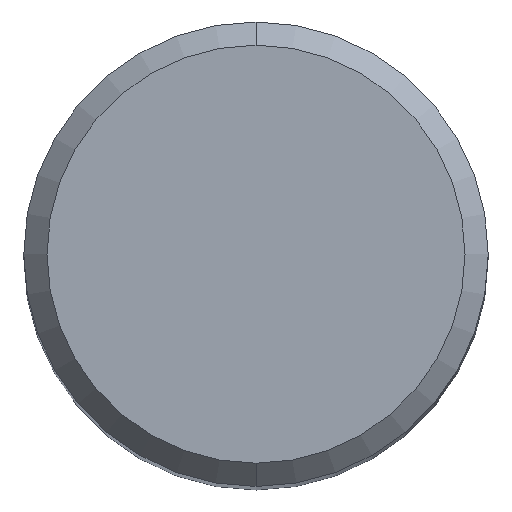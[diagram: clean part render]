
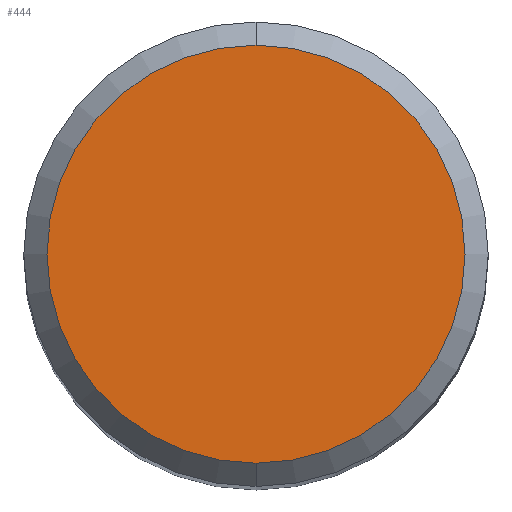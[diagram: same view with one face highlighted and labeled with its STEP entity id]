
A CAD part, top view. The second image highlights one B-rep face of the part: STEP entity #444.
In plain terms, the highlighted planar face has unit normal (0, 0, 1).
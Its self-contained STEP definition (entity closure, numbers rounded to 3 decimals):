
#194=VERTEX_POINT('',#496);
#232=VERTEX_POINT('',#537);
#266=EDGE_CURVE('',#194,#232,#574,.T.);
#304=EDGE_CURVE('',#232,#194,#617,.T.);
#444=ADVANCED_FACE('',(#771),#772,.T.);
#496=CARTESIAN_POINT('',(0.,-7.2,0.0));
#537=CARTESIAN_POINT('',(0.0,7.2,0.0));
#574=CIRCLE('',#1019,7.2);
#617=CIRCLE('',#1122,7.2);
#771=FACE_OUTER_BOUND('',#1465,.T.);
#772=PLANE('',#1466);
#1019=AXIS2_PLACEMENT_3D('',#1598,#1599,#1600);
#1122=AXIS2_PLACEMENT_3D('',#1650,#1651,#1652);
#1465=EDGE_LOOP('',(#1810,#1811));
#1466=AXIS2_PLACEMENT_3D('',#1812,#1813,#1814);
#1598=CARTESIAN_POINT('',(0.0,0.0,0.0));
#1599=DIRECTION('',(0.0,0.0,-1.0));
#1600=DIRECTION('',(0.0,1.0,0.0));
#1650=CARTESIAN_POINT('',(0.0,0.0,0.0));
#1651=DIRECTION('',(0.0,0.0,-1.0));
#1652=DIRECTION('',(0.0,1.0,0.0));
#1810=ORIENTED_EDGE('',*,*,#304,.F.);
#1811=ORIENTED_EDGE('',*,*,#266,.F.);
#1812=CARTESIAN_POINT('',(0.0,3.6,0.0));
#1813=DIRECTION('',(-0.0,0.0,1.0));
#1814=DIRECTION('',(0.0,-1.0,0.0));
